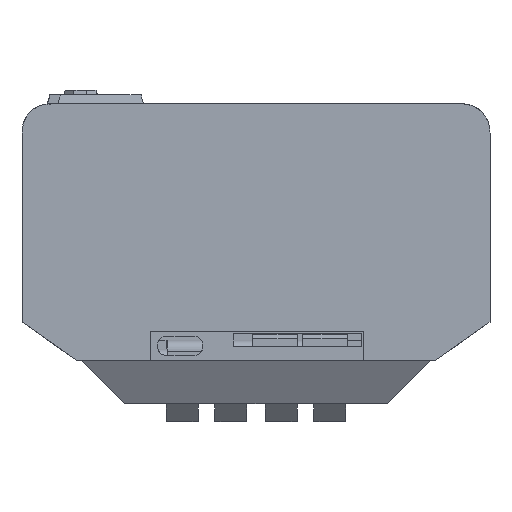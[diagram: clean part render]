
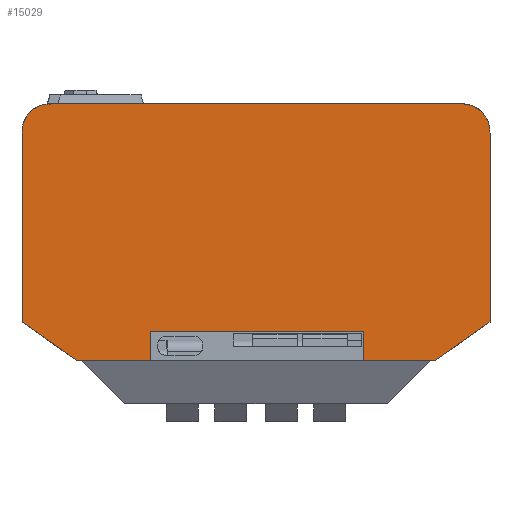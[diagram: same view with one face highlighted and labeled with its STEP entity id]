
A CAD part, front view. The second image highlights one B-rep face of the part: STEP entity #15029.
In plain terms, the highlighted planar face has unit normal (0, -1, 0).
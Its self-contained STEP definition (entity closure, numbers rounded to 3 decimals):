
#1384=LINE('',#28832,#3054);
#1400=LINE('',#28896,#3070);
#1858=LINE('',#29891,#3528);
#1869=LINE('',#29914,#3539);
#1873=LINE('',#29921,#3543);
#2025=LINE('',#30244,#3695);
#2028=LINE('',#30250,#3698);
#2029=LINE('',#30251,#3699);
#2030=LINE('',#30267,#3700);
#2031=LINE('',#30281,#3701);
#3054=VECTOR('',#18155,10.);
#3070=VECTOR('',#18185,10.);
#3528=VECTOR('',#19029,10.);
#3539=VECTOR('',#19042,10.);
#3543=VECTOR('',#19046,10.);
#3695=VECTOR('',#19350,10.);
#3698=VECTOR('',#19355,10.);
#3699=VECTOR('',#19356,10.);
#3700=VECTOR('',#19357,10.);
#3701=VECTOR('',#19358,10.);
#4407=PLANE('',#15998);
#5153=FACE_OUTER_BOUND('',#6013,.T.);
#6013=EDGE_LOOP('',(#13415,#13416,#13417,#13418,#13419,#13420,#13421,#13422,
#13423,#13424,#13425,#13426));
#6282=B_SPLINE_CURVE_WITH_KNOTS('',3,(#30253,#30254,#30255,#30256,#30257,
#30258,#30259,#30260,#30261,#30262,#30263,#30264,#30265),.UNSPECIFIED.,
 .F.,.F.,(4,3,3,3,4),(0.,0.296,0.592,0.74,
1.036),.UNSPECIFIED.);
#6283=B_SPLINE_CURVE_WITH_KNOTS('',3,(#30268,#30269,#30270,#30271,#30272,
#30273,#30274,#30275,#30276,#30277,#30278,#30279,#30280),.UNSPECIFIED.,
 .F.,.F.,(4,3,3,3,4),(0.,0.296,0.592,0.74,
1.036),.UNSPECIFIED.);
#7117=VERTEX_POINT('',#28829);
#7118=VERTEX_POINT('',#28831);
#7138=VERTEX_POINT('',#28890);
#7139=VERTEX_POINT('',#28895);
#7441=VERTEX_POINT('',#29889);
#7451=VERTEX_POINT('',#29911);
#7452=VERTEX_POINT('',#29913);
#7455=VERTEX_POINT('',#29919);
#7550=VERTEX_POINT('',#30243);
#7552=VERTEX_POINT('',#30249);
#7553=VERTEX_POINT('',#30252);
#7554=VERTEX_POINT('',#30266);
#8902=EDGE_CURVE('',#7117,#7118,#1384,.T.);
#8926=EDGE_CURVE('',#7138,#7139,#1400,.T.);
#9403=EDGE_CURVE('',#7441,#7117,#1858,.T.);
#9414=EDGE_CURVE('',#7451,#7452,#1869,.T.);
#9418=EDGE_CURVE('',#7455,#7441,#1873,.T.);
#9579=EDGE_CURVE('',#7550,#7452,#2025,.T.);
#9582=EDGE_CURVE('',#7552,#7550,#2028,.T.);
#9583=EDGE_CURVE('',#7139,#7451,#2029,.T.);
#9584=EDGE_CURVE('',#7553,#7138,#6282,.T.);
#9585=EDGE_CURVE('',#7554,#7553,#2030,.T.);
#9586=EDGE_CURVE('',#7118,#7554,#6283,.T.);
#9587=EDGE_CURVE('',#7455,#7552,#2031,.T.);
#13415=ORIENTED_EDGE('',*,*,#9582,.T.);
#13416=ORIENTED_EDGE('',*,*,#9579,.T.);
#13417=ORIENTED_EDGE('',*,*,#9414,.F.);
#13418=ORIENTED_EDGE('',*,*,#9583,.F.);
#13419=ORIENTED_EDGE('',*,*,#8926,.F.);
#13420=ORIENTED_EDGE('',*,*,#9584,.F.);
#13421=ORIENTED_EDGE('',*,*,#9585,.F.);
#13422=ORIENTED_EDGE('',*,*,#9586,.F.);
#13423=ORIENTED_EDGE('',*,*,#8902,.F.);
#13424=ORIENTED_EDGE('',*,*,#9403,.F.);
#13425=ORIENTED_EDGE('',*,*,#9418,.F.);
#13426=ORIENTED_EDGE('',*,*,#9587,.T.);
#15029=ADVANCED_FACE('',(#5153),#4407,.F.);
#15998=AXIS2_PLACEMENT_3D('',#30248,#19353,#19354);
#18155=DIRECTION('',(0.,0.,1.));
#18185=DIRECTION('',(0.,0.,-1.));
#19029=DIRECTION('',(-0.819,0.,0.574));
#19042=DIRECTION('',(-1.,0.,0.));
#19046=DIRECTION('',(-1.,0.,0.));
#19350=DIRECTION('',(0.,0.,-1.));
#19353=DIRECTION('center_axis',(0.,1.,0.));
#19354=DIRECTION('ref_axis',(1.,0.,0.));
#19355=DIRECTION('',(1.,0.,0.));
#19356=DIRECTION('',(-0.819,0.,-0.574));
#19357=DIRECTION('',(1.,0.,0.));
#19358=DIRECTION('',(0.,0.,1.));
#28829=CARTESIAN_POINT('',(-52.,0.,-21.5));
#28831=CARTESIAN_POINT('',(-52.,0.,20.5));
#28832=CARTESIAN_POINT('',(-52.,0.,-30.));
#28890=CARTESIAN_POINT('',(52.,0.,20.5));
#28895=CARTESIAN_POINT('',(52.,0.,-21.5));
#28896=CARTESIAN_POINT('',(52.,0.,27.));
#29889=CARTESIAN_POINT('',(-39.861,0.,-30.));
#29891=CARTESIAN_POINT('',(-36.217,0.,-32.551));
#29911=CARTESIAN_POINT('',(39.861,0.,-30.));
#29913=CARTESIAN_POINT('',(23.975,0.,-30.));
#29914=CARTESIAN_POINT('',(52.,0.,-30.));
#29919=CARTESIAN_POINT('',(-23.5,0.,-30.));
#29921=CARTESIAN_POINT('',(52.,0.,-30.));
#30243=CARTESIAN_POINT('',(23.975,0.,-23.5));
#30244=CARTESIAN_POINT('',(23.975,0.,-14.125));
#30248=CARTESIAN_POINT('Origin',(0.,0.,-1.5));
#30249=CARTESIAN_POINT('',(-23.5,0.,-23.5));
#30250=CARTESIAN_POINT('',(11.737,0.,-23.5));
#30251=CARTESIAN_POINT('',(36.217,0.,-32.551));
#30252=CARTESIAN_POINT('',(45.5,0.,27.));
#30253=CARTESIAN_POINT('Ctrl Pts',(45.5,0.,
27.));
#30254=CARTESIAN_POINT('Ctrl Pts',(46.458,0.,
27.));
#30255=CARTESIAN_POINT('Ctrl Pts',(47.45,0.,
26.818));
#30256=CARTESIAN_POINT('Ctrl Pts',(48.348,0.,
26.416));
#30257=CARTESIAN_POINT('Ctrl Pts',(49.246,0.,
26.014));
#30258=CARTESIAN_POINT('Ctrl Pts',(50.051,0.,
25.392));
#30259=CARTESIAN_POINT('Ctrl Pts',(50.658,0.,
24.614));
#30260=CARTESIAN_POINT('Ctrl Pts',(50.961,0.,
24.225));
#30261=CARTESIAN_POINT('Ctrl Pts',(51.215,0.,
23.797));
#30262=CARTESIAN_POINT('Ctrl Pts',(51.415,0.,
23.347));
#30263=CARTESIAN_POINT('Ctrl Pts',(51.815,0.,
22.447));
#30264=CARTESIAN_POINT('Ctrl Pts',(52.,0.,
21.458));
#30265=CARTESIAN_POINT('Ctrl Pts',(52.,0.,
20.5));
#30266=CARTESIAN_POINT('',(-45.5,0.,27.));
#30267=CARTESIAN_POINT('',(-52.,0.,27.));
#30268=CARTESIAN_POINT('Ctrl Pts',(-52.,0.,20.5));
#30269=CARTESIAN_POINT('Ctrl Pts',(-52.,0.,
21.458));
#30270=CARTESIAN_POINT('Ctrl Pts',(-51.818,0.,
22.45));
#30271=CARTESIAN_POINT('Ctrl Pts',(-51.416,0.,
23.348));
#30272=CARTESIAN_POINT('Ctrl Pts',(-51.014,0.,
24.246));
#30273=CARTESIAN_POINT('Ctrl Pts',(-50.392,0.,
25.051));
#30274=CARTESIAN_POINT('Ctrl Pts',(-49.614,0.,
25.658));
#30275=CARTESIAN_POINT('Ctrl Pts',(-49.225,0.,
25.961));
#30276=CARTESIAN_POINT('Ctrl Pts',(-48.797,0.,
26.215));
#30277=CARTESIAN_POINT('Ctrl Pts',(-48.347,0.,
26.415));
#30278=CARTESIAN_POINT('Ctrl Pts',(-47.447,0.,
26.815));
#30279=CARTESIAN_POINT('Ctrl Pts',(-46.458,0.,
27.));
#30280=CARTESIAN_POINT('Ctrl Pts',(-45.5,0.,
27.));
#30281=CARTESIAN_POINT('',(-23.5,0.,-15.75));
